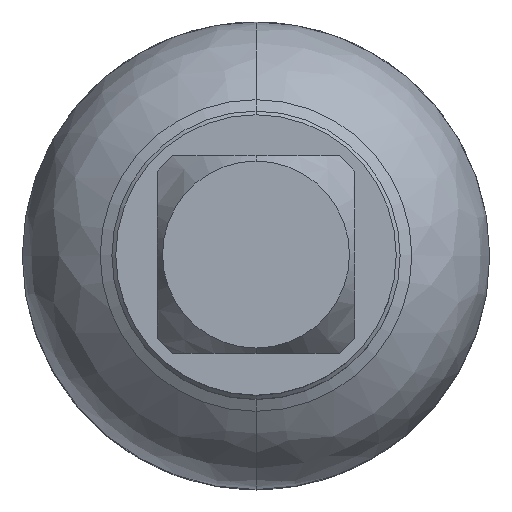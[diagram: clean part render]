
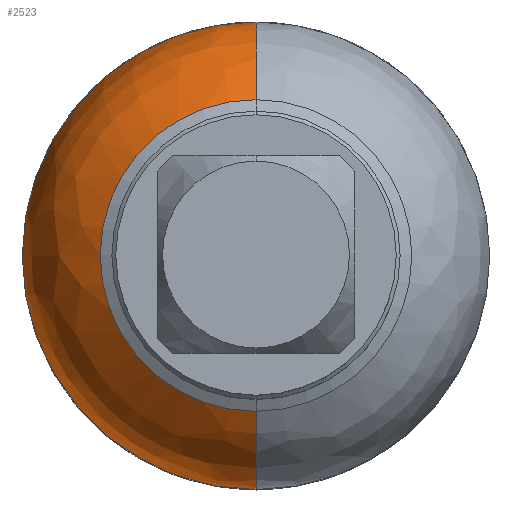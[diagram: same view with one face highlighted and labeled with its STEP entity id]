
A CAD part, top view. The second image highlights one B-rep face of the part: STEP entity #2523.
In plain terms, the highlighted free-form (B-spline) face has degree [3, 3] with [7, 4] control points.
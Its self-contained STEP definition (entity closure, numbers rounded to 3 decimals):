
#109=CARTESIAN_POINT('',(0.,0.,12.407));
#110=DIRECTION('',(0.,0.,1.));
#111=DIRECTION('',(0.,1.,0.));
#112=AXIS2_PLACEMENT_3D('',#109,#110,#111);
#258=CARTESIAN_POINT('',(0.,0.,12.407));
#259=DIRECTION('',(0.,0.,1.));
#260=DIRECTION('',(-1.,0.,0.));
#261=AXIS2_PLACEMENT_3D('',#258,#259,#260);
#997=CARTESIAN_POINT('',(0.,-5.,12.407));
#998=DIRECTION('',(-1.,0.,0.));
#999=DIRECTION('',(0.,-1.,0.));
#1000=AXIS2_PLACEMENT_3D('',#997,#998,#999);
#1005=CARTESIAN_POINT('',(0.,5.,12.407));
#1006=DIRECTION('',(1.,0.,0.));
#1007=DIRECTION('',(0.,1.,0.));
#1008=AXIS2_PLACEMENT_3D('',#1005,#1006,#1007);
#1035=CARTESIAN_POINT('',(0.,0.,21.067));
#1036=DIRECTION('',(0.,0.,-1.));
#1037=DIRECTION('',(0.,-1.,0.));
#1038=AXIS2_PLACEMENT_3D('',#1035,#1036,#1037);
#1815=CARTESIAN_POINT('',(0.,-10.,21.067));
#1817=VERTEX_POINT('',#1815);
#1819=CARTESIAN_POINT('',(0.,10.,21.067));
#1821=VERTEX_POINT('',#1819);
#1823=CARTESIAN_POINT('',(0.,15.,12.407));
#1824=CARTESIAN_POINT('',(-15.,0.,12.407));
#1825=VERTEX_POINT('',#1823);
#1826=VERTEX_POINT('',#1824);
#1829=CARTESIAN_POINT('',(0.,-15.,12.407));
#1830=VERTEX_POINT('',#1829);
#2484=CARTESIAN_POINT('',(0.616,-9.798,
21.17));
#2485=CARTESIAN_POINT('',(0.827,-13.141,
19.329));
#2486=CARTESIAN_POINT('',(0.947,-15.048,
16.019));
#2487=CARTESIAN_POINT('',(0.942,-14.968,
12.197));
#2488=CARTESIAN_POINT('',(-5.413,-10.178,
21.17));
#2489=CARTESIAN_POINT('',(-7.26,-13.65,
19.329));
#2490=CARTESIAN_POINT('',(-8.314,-15.631,
16.019));
#2491=CARTESIAN_POINT('',(-8.27,-15.548,
12.197));
#2492=CARTESIAN_POINT('',(-9.818,-6.042,
21.17));
#2493=CARTESIAN_POINT('',(-13.167,-8.103,
19.329));
#2494=CARTESIAN_POINT('',(-15.078,-9.279,
16.019));
#2495=CARTESIAN_POINT('',(-14.998,-9.23,
12.197));
#2496=CARTESIAN_POINT('',(-9.818,0.,21.17));
#2497=CARTESIAN_POINT('',(-13.167,0.,19.329));
#2498=CARTESIAN_POINT('',(-15.078,0.,16.019));
#2499=CARTESIAN_POINT('',(-14.998,0.,12.197));
#2500=CARTESIAN_POINT('',(-9.818,6.042,21.17));
#2501=CARTESIAN_POINT('',(-13.167,8.103,19.329));
#2502=CARTESIAN_POINT('',(-15.078,9.279,16.019));
#2503=CARTESIAN_POINT('',(-14.998,9.23,12.197));
#2504=CARTESIAN_POINT('',(-5.413,10.178,21.17));
#2505=CARTESIAN_POINT('',(-7.26,13.65,19.329));
#2506=CARTESIAN_POINT('',(-8.314,15.631,16.019));
#2507=CARTESIAN_POINT('',(-8.27,15.548,12.197));
#2508=CARTESIAN_POINT('',(0.616,9.798,21.17));
#2509=CARTESIAN_POINT('',(0.827,13.141,19.329));
#2510=CARTESIAN_POINT('',(0.947,15.048,16.019));
#2511=CARTESIAN_POINT('',(0.942,14.968,12.197));
#2512=(BOUNDED_SURFACE()B_SPLINE_SURFACE(3,3,((#2484,#2485,#2486,#2487),(#2488,
#2489,#2490,#2491),(#2492,#2493,#2494,#2495),(#2496,#2497,#2498,#2499),(#2500,
#2501,#2502,#2503),(#2504,#2505,#2506,#2507),(#2508,#2509,#2510,#2511)),
.UNSPECIFIED.,.F.,.F.,.F.)B_SPLINE_SURFACE_WITH_KNOTS((4,3,4),(4,4),(0.,1.,
2.),(0.,1.),.UNSPECIFIED.)GEOMETRIC_REPRESENTATION_ITEM()RATIONAL_B_SPLINE_SURFACE(((1.28,1.156,1.156,1.28),(
1.011,0.913,0.913,1.011),(
1.011,0.913,0.913,1.011),(
1.28,1.156,1.156,1.28),(
1.011,0.913,0.913,1.011),(
1.011,0.913,0.913,1.011),(
1.28,1.156,1.156,1.28)))REPRESENTATION_ITEM('')SURFACE());
#2513=ORIENTED_EDGE('',*,*,#1896,.F.);
#2515=ORIENTED_EDGE('',*,*,#2514,.T.);
#2517=ORIENTED_EDGE('',*,*,#2516,.F.);
#2519=ORIENTED_EDGE('',*,*,#2518,.F.);
#2520=ORIENTED_EDGE('',*,*,#1972,.F.);
#2521=EDGE_LOOP('',(#2513,#2515,#2517,#2519,#2520));
#2522=FACE_OUTER_BOUND('',#2521,.F.);
#2523=ADVANCED_FACE('',(#2522),#2512,.T.);
#113=CIRCLE('',#112,15.);
#262=CIRCLE('',#261,15.);
#1001=CIRCLE('',#1000,10.);
#1009=CIRCLE('',#1008,10.);
#1039=CIRCLE('',#1038,10.);
#1896=EDGE_CURVE('',#1825,#1826,#113,.T.);
#1972=EDGE_CURVE('',#1826,#1830,#262,.T.);
#2514=EDGE_CURVE('',#1825,#1821,#1009,.T.);
#2516=EDGE_CURVE('',#1817,#1821,#1039,.T.);
#2518=EDGE_CURVE('',#1830,#1817,#1001,.T.);
